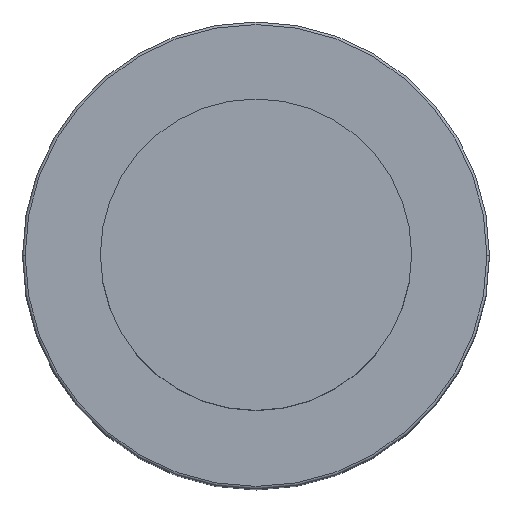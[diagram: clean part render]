
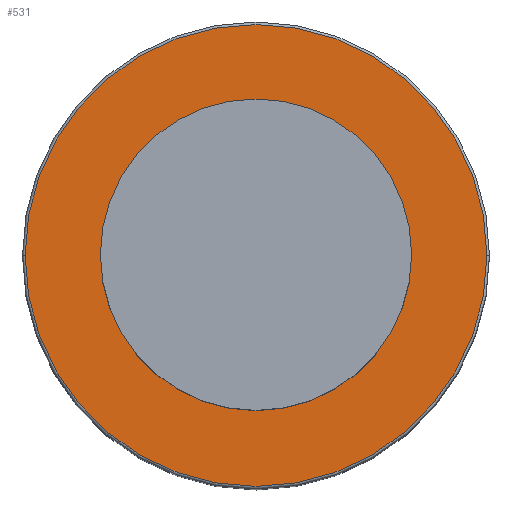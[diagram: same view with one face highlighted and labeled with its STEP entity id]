
A CAD part, top view. The second image highlights one B-rep face of the part: STEP entity #531.
In plain terms, the highlighted planar face has unit normal (0, 0, 1).
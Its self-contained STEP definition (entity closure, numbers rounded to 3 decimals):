
#168=CARTESIAN_POINT('',(0.,0.,32.5));
#169=DIRECTION('',(0.,0.,1.));
#170=DIRECTION('',(1.,0.,0.));
#171=AXIS2_PLACEMENT_3D('',#168,#169,#170);
#173=CARTESIAN_POINT('',(0.,0.,32.5));
#174=DIRECTION('',(0.,0.,1.));
#175=DIRECTION('',(-1.,0.,0.));
#176=AXIS2_PLACEMENT_3D('',#173,#174,#175);
#178=CARTESIAN_POINT('',(0.,0.,32.5));
#179=DIRECTION('',(0.,0.,1.));
#180=DIRECTION('',(1.,0.,0.));
#181=AXIS2_PLACEMENT_3D('',#178,#179,#180);
#183=CARTESIAN_POINT('',(0.,0.,32.5));
#184=DIRECTION('',(0.,0.,1.));
#185=DIRECTION('',(-1.,0.,0.));
#186=AXIS2_PLACEMENT_3D('',#183,#184,#185);
#243=CARTESIAN_POINT('',(5.,0.,32.5));
#244=CARTESIAN_POINT('',(-5.,0.,32.5));
#245=VERTEX_POINT('',#243);
#246=VERTEX_POINT('',#244);
#275=CARTESIAN_POINT('',(8.9,0.,32.5));
#276=CARTESIAN_POINT('',(-8.9,0.,32.5));
#277=VERTEX_POINT('',#275);
#278=VERTEX_POINT('',#276);
#515=CARTESIAN_POINT('',(0.,0.,32.5));
#516=DIRECTION('',(0.,0.,1.));
#517=DIRECTION('',(1.,0.,0.));
#518=AXIS2_PLACEMENT_3D('',#515,#516,#517);
#519=PLANE('',#518);
#520=ORIENTED_EDGE('',*,*,#498,.F.);
#522=ORIENTED_EDGE('',*,*,#521,.F.);
#523=EDGE_LOOP('',(#520,#522));
#524=FACE_OUTER_BOUND('',#523,.F.);
#526=ORIENTED_EDGE('',*,*,#525,.T.);
#528=ORIENTED_EDGE('',*,*,#527,.T.);
#529=EDGE_LOOP('',(#526,#528));
#530=FACE_BOUND('',#529,.F.);
#531=ADVANCED_FACE('',(#524,#530),#519,.T.);
#172=CIRCLE('',#171,5.);
#177=CIRCLE('',#176,5.);
#182=CIRCLE('',#181,8.9);
#187=CIRCLE('',#186,8.9);
#498=EDGE_CURVE('',#277,#278,#182,.T.);
#521=EDGE_CURVE('',#278,#277,#187,.T.);
#525=EDGE_CURVE('',#245,#246,#172,.T.);
#527=EDGE_CURVE('',#246,#245,#177,.T.);
